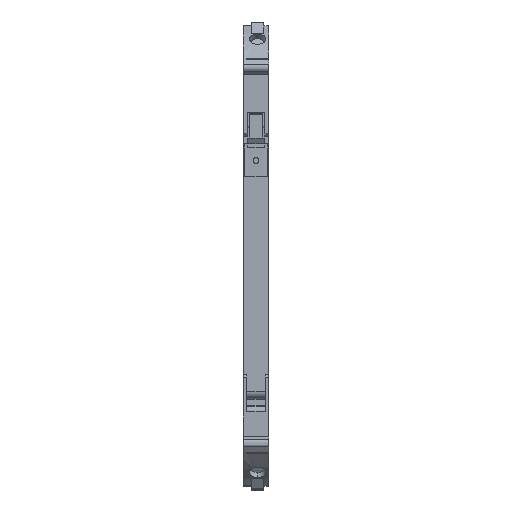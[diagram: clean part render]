
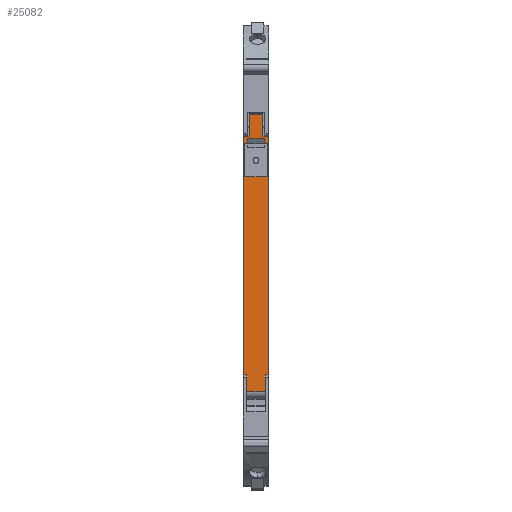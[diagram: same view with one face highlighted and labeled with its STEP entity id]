
A CAD part, top view. The second image highlights one B-rep face of the part: STEP entity #25082.
In plain terms, the highlighted planar face has unit normal (0, 0, 1).
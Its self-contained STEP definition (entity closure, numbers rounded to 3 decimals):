
#25056=AXIS2_PLACEMENT_3D('Plane Axis2P3D',#25053,#25054,#25055) ;
#24394=CARTESIAN_POINT('Vertex',(6.09,84.963,112.497)) ;
#24399=CARTESIAN_POINT('Line Origine',(6.09,56.263,112.497)) ;
#24403=CARTESIAN_POINT('Vertex',(6.09,27.563,112.497)) ;
#24445=CARTESIAN_POINT('Line Origine',(5.695,27.563,112.497)) ;
#24449=CARTESIAN_POINT('Vertex',(5.3,27.563,112.497)) ;
#24476=CARTESIAN_POINT('Vertex',(4.72,84.963,112.497)) ;
#24479=CARTESIAN_POINT('Line Origine',(5.405,84.963,112.497)) ;
#24508=CARTESIAN_POINT('Vertex',(5.3,23.563,112.497)) ;
#24517=CARTESIAN_POINT('Control Point',(5.3,23.563,112.497)) ;
#24518=CARTESIAN_POINT('Control Point',(5.3,24.563,112.497)) ;
#24519=CARTESIAN_POINT('Control Point',(5.3,25.563,112.497)) ;
#24520=CARTESIAN_POINT('Control Point',(5.3,26.563,112.497)) ;
#24521=CARTESIAN_POINT('Control Point',(5.3,27.563,112.497)) ;
#24542=CARTESIAN_POINT('Vertex',(4.72,90.264,112.497)) ;
#24546=CARTESIAN_POINT('Control Point',(4.72,84.963,112.497)) ;
#24547=CARTESIAN_POINT('Control Point',(4.72,86.024,112.497)) ;
#24548=CARTESIAN_POINT('Control Point',(4.72,87.084,112.497)) ;
#24549=CARTESIAN_POINT('Control Point',(4.72,88.144,112.497)) ;
#24550=CARTESIAN_POINT('Control Point',(4.72,89.204,112.497)) ;
#24551=CARTESIAN_POINT('Control Point',(4.72,90.264,112.497)) ;
#24571=CARTESIAN_POINT('Line Origine',(3.05,90.264,112.497)) ;
#24575=CARTESIAN_POINT('Vertex',(1.38,90.264,112.497)) ;
#24614=CARTESIAN_POINT('Vertex',(1.38,84.963,112.497)) ;
#24617=CARTESIAN_POINT('Line Origine',(1.38,87.614,112.497)) ;
#24641=CARTESIAN_POINT('Vertex',(0.01,84.963,112.497)) ;
#24644=CARTESIAN_POINT('Line Origine',(0.695,84.963,112.497)) ;
#24673=CARTESIAN_POINT('Vertex',(0.01,27.563,112.497)) ;
#24676=CARTESIAN_POINT('Line Origine',(0.01,56.263,112.497)) ;
#24693=CARTESIAN_POINT('Vertex',(0.8,27.563,112.497)) ;
#24698=CARTESIAN_POINT('Line Origine',(0.405,27.563,112.497)) ;
#24727=CARTESIAN_POINT('Vertex',(0.8,23.563,112.497)) ;
#24730=CARTESIAN_POINT('Line Origine',(0.8,25.563,112.497)) ;
#24753=CARTESIAN_POINT('Line Origine',(3.05,23.563,112.497)) ;
#24780=CARTESIAN_POINT('Vertex',(5.806,83.17,112.497)) ;
#24785=CARTESIAN_POINT('Line Origine',(5.408,83.17,112.497)) ;
#24789=CARTESIAN_POINT('Vertex',(5.011,83.17,112.497)) ;
#24828=CARTESIAN_POINT('Vertex',(5.806,75.257,112.497)) ;
#24831=CARTESIAN_POINT('Line Origine',(5.806,79.213,112.497)) ;
#24860=CARTESIAN_POINT('Vertex',(0.294,75.257,112.497)) ;
#24863=CARTESIAN_POINT('Line Origine',(3.05,75.257,112.497)) ;
#24892=CARTESIAN_POINT('Vertex',(0.294,83.17,112.497)) ;
#24895=CARTESIAN_POINT('Line Origine',(0.294,79.213,112.497)) ;
#24912=CARTESIAN_POINT('Vertex',(1.089,83.17,112.497)) ;
#24917=CARTESIAN_POINT('Line Origine',(0.692,83.17,112.497)) ;
#24944=CARTESIAN_POINT('Vertex',(1.089,84.57,112.497)) ;
#24949=CARTESIAN_POINT('Line Origine',(1.089,83.87,112.497)) ;
#24983=CARTESIAN_POINT('Vertex',(5.011,84.57,112.497)) ;
#24986=CARTESIAN_POINT('Line Origine',(3.05,84.57,112.497)) ;
#25009=CARTESIAN_POINT('Line Origine',(5.011,83.87,112.497)) ;
#25053=CARTESIAN_POINT('Axis2P3D Location',(0.075,85.563,112.497)) ;
#24400=DIRECTION('Vector Direction',(0.,1.,0.)) ;
#24446=DIRECTION('Vector Direction',(-1.,0.,0.)) ;
#24480=DIRECTION('Vector Direction',(-1.,0.,0.)) ;
#24572=DIRECTION('Vector Direction',(-1.,0.,0.)) ;
#24618=DIRECTION('Vector Direction',(0.,-1.,0.)) ;
#24645=DIRECTION('Vector Direction',(-1.,0.,0.)) ;
#24677=DIRECTION('Vector Direction',(0.,1.,0.)) ;
#24699=DIRECTION('Vector Direction',(-1.,0.,0.)) ;
#24731=DIRECTION('Vector Direction',(0.,1.,0.)) ;
#24754=DIRECTION('Vector Direction',(1.,0.,0.)) ;
#24786=DIRECTION('Vector Direction',(1.,0.,0.)) ;
#24832=DIRECTION('Vector Direction',(0.,1.,0.)) ;
#24864=DIRECTION('Vector Direction',(1.,0.,0.)) ;
#24896=DIRECTION('Vector Direction',(0.,-1.,0.)) ;
#24918=DIRECTION('Vector Direction',(1.,0.,0.)) ;
#24950=DIRECTION('Vector Direction',(0.,-1.,0.)) ;
#24987=DIRECTION('Vector Direction',(1.,0.,0.)) ;
#25010=DIRECTION('Vector Direction',(0.,1.,0.)) ;
#25054=DIRECTION('Axis2P3D Direction',(0.,0.,-1.)) ;
#25055=DIRECTION('Axis2P3D XDirection',(0.,1.,0.)) ;
#24401=VECTOR('Line Direction',#24400,1.) ;
#24447=VECTOR('Line Direction',#24446,1.) ;
#24481=VECTOR('Line Direction',#24480,1.) ;
#24573=VECTOR('Line Direction',#24572,1.) ;
#24619=VECTOR('Line Direction',#24618,1.) ;
#24646=VECTOR('Line Direction',#24645,1.) ;
#24678=VECTOR('Line Direction',#24677,1.) ;
#24700=VECTOR('Line Direction',#24699,1.) ;
#24732=VECTOR('Line Direction',#24731,1.) ;
#24755=VECTOR('Line Direction',#24754,1.) ;
#24787=VECTOR('Line Direction',#24786,1.) ;
#24833=VECTOR('Line Direction',#24832,1.) ;
#24865=VECTOR('Line Direction',#24864,1.) ;
#24897=VECTOR('Line Direction',#24896,1.) ;
#24919=VECTOR('Line Direction',#24918,1.) ;
#24951=VECTOR('Line Direction',#24950,1.) ;
#24988=VECTOR('Line Direction',#24987,1.) ;
#25011=VECTOR('Line Direction',#25010,1.) ;
#25059=ORIENTED_EDGE('',*,*,#24451,.F.) ;
#25060=ORIENTED_EDGE('',*,*,#24405,.T.) ;
#25061=ORIENTED_EDGE('',*,*,#24483,.F.) ;
#25062=ORIENTED_EDGE('',*,*,#24552,.T.) ;
#25063=ORIENTED_EDGE('',*,*,#24577,.F.) ;
#25064=ORIENTED_EDGE('',*,*,#24621,.T.) ;
#25065=ORIENTED_EDGE('',*,*,#24648,.T.) ;
#25066=ORIENTED_EDGE('',*,*,#24680,.F.) ;
#25067=ORIENTED_EDGE('',*,*,#24702,.F.) ;
#25068=ORIENTED_EDGE('',*,*,#24734,.F.) ;
#25069=ORIENTED_EDGE('',*,*,#24757,.F.) ;
#25070=ORIENTED_EDGE('',*,*,#24522,.T.) ;
#25073=ORIENTED_EDGE('',*,*,#24953,.T.) ;
#25074=ORIENTED_EDGE('',*,*,#24990,.F.) ;
#25075=ORIENTED_EDGE('',*,*,#25013,.T.) ;
#25076=ORIENTED_EDGE('',*,*,#24791,.T.) ;
#25077=ORIENTED_EDGE('',*,*,#24835,.T.) ;
#25078=ORIENTED_EDGE('',*,*,#24867,.F.) ;
#25079=ORIENTED_EDGE('',*,*,#24899,.T.) ;
#25080=ORIENTED_EDGE('',*,*,#24921,.T.) ;
#25081=FACE_BOUND('',#25072,.T.) ;
#25082=ADVANCED_FACE('AUFDRUCK_ORANGE',(#25071,#25081),#25057,.F.) ;
#24516=B_SPLINE_CURVE_WITH_KNOTS('',4,(#24517,#24518,#24519,#24520,#24521),.UNSPECIFIED.,.F.,.U.,(5,5),(0.,4.),.UNSPECIFIED.) ;
#24545=B_SPLINE_CURVE_WITH_KNOTS('',5,(#24546,#24547,#24548,#24549,#24550,#24551),.UNSPECIFIED.,.F.,.U.,(6,6),(0.,5.301),.UNSPECIFIED.) ;
#24405=EDGE_CURVE('',#24404,#24395,#24402,.T.) ;
#24451=EDGE_CURVE('',#24404,#24450,#24448,.T.) ;
#24483=EDGE_CURVE('',#24477,#24395,#24482,.F.) ;
#24522=EDGE_CURVE('',#24509,#24450,#24516,.T.) ;
#24552=EDGE_CURVE('',#24477,#24543,#24545,.T.) ;
#24577=EDGE_CURVE('',#24576,#24543,#24574,.F.) ;
#24621=EDGE_CURVE('',#24576,#24615,#24620,.T.) ;
#24648=EDGE_CURVE('',#24615,#24642,#24647,.T.) ;
#24680=EDGE_CURVE('',#24674,#24642,#24679,.T.) ;
#24702=EDGE_CURVE('',#24694,#24674,#24701,.T.) ;
#24734=EDGE_CURVE('',#24728,#24694,#24733,.T.) ;
#24757=EDGE_CURVE('',#24509,#24728,#24756,.F.) ;
#24791=EDGE_CURVE('',#24790,#24781,#24788,.T.) ;
#24835=EDGE_CURVE('',#24781,#24829,#24834,.F.) ;
#24867=EDGE_CURVE('',#24861,#24829,#24866,.T.) ;
#24899=EDGE_CURVE('',#24861,#24893,#24898,.F.) ;
#24921=EDGE_CURVE('',#24893,#24913,#24920,.T.) ;
#24953=EDGE_CURVE('',#24913,#24945,#24952,.F.) ;
#24990=EDGE_CURVE('',#24984,#24945,#24989,.F.) ;
#25013=EDGE_CURVE('',#24984,#24790,#25012,.F.) ;
#25058=EDGE_LOOP('',(#25059,#25060,#25061,#25062,#25063,#25064,#25065,#25066,#25067,#25068,#25069,#25070)) ;
#25072=EDGE_LOOP('',(#25073,#25074,#25075,#25076,#25077,#25078,#25079,#25080)) ;
#25071=FACE_OUTER_BOUND('',#25058,.T.) ;
#24402=LINE('Line',#24399,#24401) ;
#24448=LINE('Line',#24445,#24447) ;
#24482=LINE('Line',#24479,#24481) ;
#24574=LINE('Line',#24571,#24573) ;
#24620=LINE('Line',#24617,#24619) ;
#24647=LINE('Line',#24644,#24646) ;
#24679=LINE('Line',#24676,#24678) ;
#24701=LINE('Line',#24698,#24700) ;
#24733=LINE('Line',#24730,#24732) ;
#24756=LINE('Line',#24753,#24755) ;
#24788=LINE('Line',#24785,#24787) ;
#24834=LINE('Line',#24831,#24833) ;
#24866=LINE('Line',#24863,#24865) ;
#24898=LINE('Line',#24895,#24897) ;
#24920=LINE('Line',#24917,#24919) ;
#24952=LINE('Line',#24949,#24951) ;
#24989=LINE('Line',#24986,#24988) ;
#25012=LINE('Line',#25009,#25011) ;
#25057=PLANE('',#25056) ;
#24395=VERTEX_POINT('',#24394) ;
#24404=VERTEX_POINT('',#24403) ;
#24450=VERTEX_POINT('',#24449) ;
#24477=VERTEX_POINT('',#24476) ;
#24509=VERTEX_POINT('',#24508) ;
#24543=VERTEX_POINT('',#24542) ;
#24576=VERTEX_POINT('',#24575) ;
#24615=VERTEX_POINT('',#24614) ;
#24642=VERTEX_POINT('',#24641) ;
#24674=VERTEX_POINT('',#24673) ;
#24694=VERTEX_POINT('',#24693) ;
#24728=VERTEX_POINT('',#24727) ;
#24781=VERTEX_POINT('',#24780) ;
#24790=VERTEX_POINT('',#24789) ;
#24829=VERTEX_POINT('',#24828) ;
#24861=VERTEX_POINT('',#24860) ;
#24893=VERTEX_POINT('',#24892) ;
#24913=VERTEX_POINT('',#24912) ;
#24945=VERTEX_POINT('',#24944) ;
#24984=VERTEX_POINT('',#24983) ;
